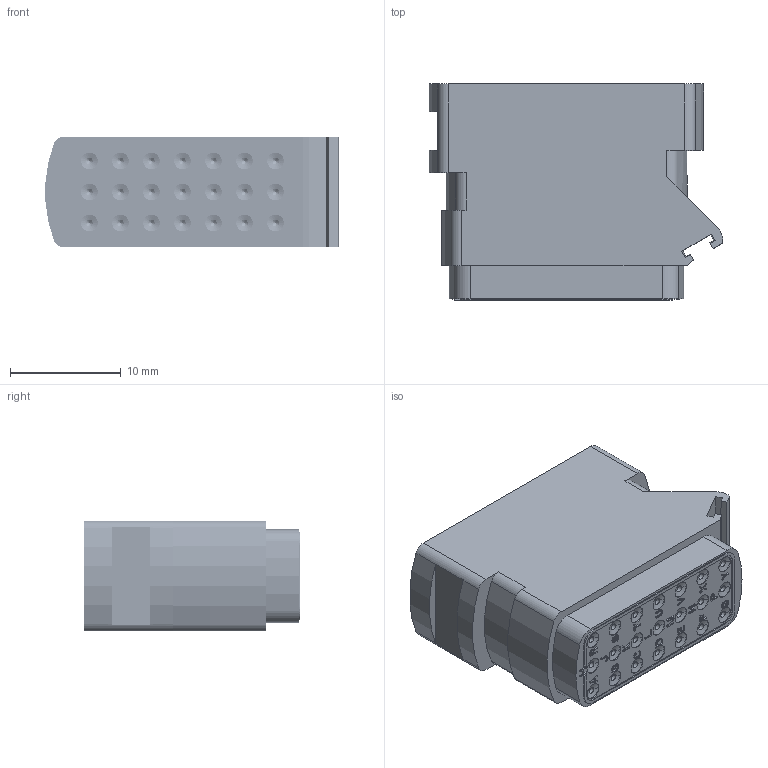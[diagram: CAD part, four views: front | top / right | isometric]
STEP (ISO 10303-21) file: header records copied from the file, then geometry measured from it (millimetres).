
FILE_DESCRIPTION((''),'2;1');
FILE_NAME('00111510302','2020-02-11T',('presta_be4'),(''),'CREO PARAMETRIC BY PTC INC, 2018360','CREO PARAMETRIC BY PTC INC, 2018360','');
FILE_SCHEMA(('CONFIG_CONTROL_DESIGN'));
Products named in the file (1): 00111510302
Bounding box: 26.45 x 19.5 x 10 mm (x, y, z)
Volume: 3453.3 mm3; surface area: 6885.9 mm2
Topology: 1 solids, 1 shells, 6394 faces, 18370 edges, 12099 vertices
Faces by surface type: plane 4998, cylinder 808, cone 462, sphere 84, torus 42
Entity records: 223537 total; most frequent: CARTESIAN_POINT 52927, ORIENTED_EDGE 36656, DIRECTION 35040, EDGE_CURVE 18328, VECTOR 12550, LINE 12550, VERTEX_POINT 12099, AXIS2_PLACEMENT_3D 11245
